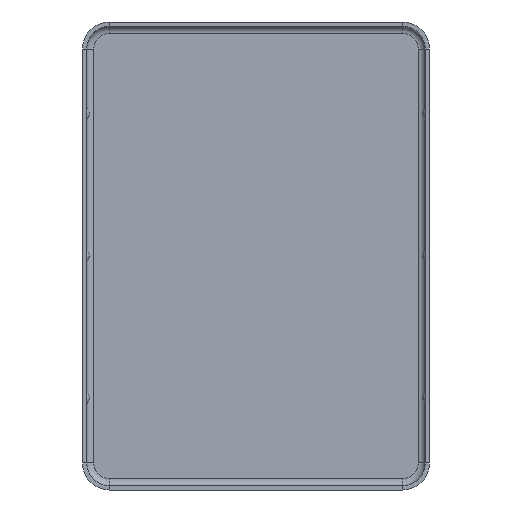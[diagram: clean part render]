
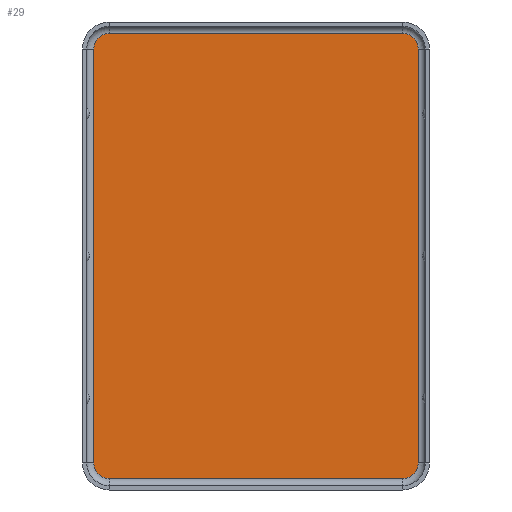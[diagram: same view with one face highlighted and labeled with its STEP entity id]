
A CAD part, front view. The second image highlights one B-rep face of the part: STEP entity #29.
In plain terms, the highlighted planar face has unit normal (0, -1, 0).
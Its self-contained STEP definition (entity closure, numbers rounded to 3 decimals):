
#18 = CARTESIAN_POINT ( 'NONE',  ( -11.4, 0., 14.55 ) ) ;
#29 = ADVANCED_FACE ( 'NONE', ( #1575 ), #1744, .T. ) ;
#62 = EDGE_CURVE ( 'NONE', #1549, #694, #1786, .T. ) ;
#102 = LINE ( 'NONE', #1707, #1567 ) ;
#140 = CIRCLE ( 'NONE', #1679, 1.1 ) ;
#161 = CARTESIAN_POINT ( 'NONE',  ( -10.3, 0., -14.55 ) ) ;
#175 = VERTEX_POINT ( 'NONE', #18 ) ;
#185 = AXIS2_PLACEMENT_3D ( 'NONE', #1356, #516, #771 ) ;
#193 = VECTOR ( 'NONE', #949, 1000. ) ;
#203 = CARTESIAN_POINT ( 'NONE',  ( -10.3, 0., -15.65 ) ) ;
#223 = CARTESIAN_POINT ( 'NONE',  ( -10.3, 0., 15.65 ) ) ;
#309 = DIRECTION ( 'NONE',  ( 0., -1., 0. ) ) ;
#315 = CARTESIAN_POINT ( 'NONE',  ( 10.3, 0., -14.55 ) ) ;
#332 = EDGE_CURVE ( 'NONE', #1329, #846, #482, .T. ) ;
#346 = CARTESIAN_POINT ( 'NONE',  ( -10.3, 0., 14.55 ) ) ;
#357 = CARTESIAN_POINT ( 'NONE',  ( 11.4, 0., 14.55 ) ) ;
#367 = DIRECTION ( 'NONE',  ( 0., 0., -1. ) ) ;
#370 = CARTESIAN_POINT ( 'NONE',  ( 11.4, 0., -14.55 ) ) ;
#392 = CARTESIAN_POINT ( 'NONE',  ( 10.3, 0., -15.65 ) ) ;
#397 = DIRECTION ( 'NONE',  ( 0., 0., -1. ) ) ;
#482 = CIRCLE ( 'NONE', #185, 1.1 ) ;
#516 = DIRECTION ( 'NONE',  ( 0., -1., 0. ) ) ;
#558 = ORIENTED_EDGE ( 'NONE', *, *, #1387, .F. ) ;
#573 = DIRECTION ( 'NONE',  ( 0., -1., 0. ) ) ;
#682 = ORIENTED_EDGE ( 'NONE', *, *, #1733, .T. ) ;
#686 = DIRECTION ( 'NONE',  ( 0., 0., 1. ) ) ;
#694 = VERTEX_POINT ( 'NONE', #203 ) ;
#706 = CARTESIAN_POINT ( 'NONE',  ( 10.3, 0., -15.65 ) ) ;
#771 = DIRECTION ( 'NONE',  ( 0., 0., -1. ) ) ;
#799 = AXIS2_PLACEMENT_3D ( 'NONE', #346, #1637, #397 ) ;
#811 = EDGE_LOOP ( 'NONE', ( #1715, #1211, #1152, #1444, #1844, #558, #1797, #682 ) ) ;
#841 = DIRECTION ( 'NONE',  ( 0., 0., -1. ) ) ;
#846 = VERTEX_POINT ( 'NONE', #1651 ) ;
#886 = VECTOR ( 'NONE', #367, 1000. ) ;
#924 = VERTEX_POINT ( 'NONE', #370 ) ;
#936 = CIRCLE ( 'NONE', #799, 1.1 ) ;
#949 = DIRECTION ( 'NONE',  ( -1., 0., 0. ) ) ;
#958 = CIRCLE ( 'NONE', #1747, 1.1 ) ;
#985 = CARTESIAN_POINT ( 'NONE',  ( 10.3, 0., 15.65 ) ) ;
#1133 = CARTESIAN_POINT ( 'NONE',  ( 10.3, 0., -14.55 ) ) ;
#1136 = LINE ( 'NONE', #985, #1840 ) ;
#1150 = DIRECTION ( 'NONE',  ( 0., 0., 1. ) ) ;
#1152 = ORIENTED_EDGE ( 'NONE', *, *, #1590, .F. ) ;
#1211 = ORIENTED_EDGE ( 'NONE', *, *, #1543, .F. ) ;
#1311 = AXIS2_PLACEMENT_3D ( 'NONE', #315, #309, #1612 ) ;
#1329 = VERTEX_POINT ( 'NONE', #357 ) ;
#1356 = CARTESIAN_POINT ( 'NONE',  ( 10.3, 0., 14.55 ) ) ;
#1378 = EDGE_CURVE ( 'NONE', #175, #1758, #1501, .T. ) ;
#1379 = VERTEX_POINT ( 'NONE', #223 ) ;
#1387 = EDGE_CURVE ( 'NONE', #175, #1379, #936, .T. ) ;
#1444 = ORIENTED_EDGE ( 'NONE', *, *, #332, .T. ) ;
#1501 = LINE ( 'NONE', #1783, #886 ) ;
#1543 = EDGE_CURVE ( 'NONE', #924, #1549, #958, .T. ) ;
#1545 = DIRECTION ( 'NONE',  ( 0., 1., 0. ) ) ;
#1549 = VERTEX_POINT ( 'NONE', #706 ) ;
#1562 = DIRECTION ( 'NONE',  ( -1., 0., 0. ) ) ;
#1567 = VECTOR ( 'NONE', #841, 1000. ) ;
#1575 = FACE_OUTER_BOUND ( 'NONE', #811, .T. ) ;
#1586 = CARTESIAN_POINT ( 'NONE',  ( -11.4, 0., -14.55 ) ) ;
#1590 = EDGE_CURVE ( 'NONE', #1329, #924, #102, .T. ) ;
#1612 = DIRECTION ( 'NONE',  ( 0., 0., -1. ) ) ;
#1637 = DIRECTION ( 'NONE',  ( 0., 1., 0. ) ) ;
#1651 = CARTESIAN_POINT ( 'NONE',  ( 10.3, 0., 15.65 ) ) ;
#1679 = AXIS2_PLACEMENT_3D ( 'NONE', #161, #573, #1150 ) ;
#1707 = CARTESIAN_POINT ( 'NONE',  ( 11.4, 0., 0. ) ) ;
#1715 = ORIENTED_EDGE ( 'NONE', *, *, #62, .F. ) ;
#1733 = EDGE_CURVE ( 'NONE', #1758, #694, #140, .T. ) ;
#1744 = PLANE ( 'NONE',  #1311 ) ;
#1746 = EDGE_CURVE ( 'NONE', #846, #1379, #1136, .T. ) ;
#1747 = AXIS2_PLACEMENT_3D ( 'NONE', #1133, #1545, #686 ) ;
#1758 = VERTEX_POINT ( 'NONE', #1586 ) ;
#1783 = CARTESIAN_POINT ( 'NONE',  ( -11.4, 0., 0. ) ) ;
#1786 = LINE ( 'NONE', #392, #193 ) ;
#1797 = ORIENTED_EDGE ( 'NONE', *, *, #1378, .T. ) ;
#1840 = VECTOR ( 'NONE', #1562, 1000. ) ;
#1844 = ORIENTED_EDGE ( 'NONE', *, *, #1746, .T. ) ;
